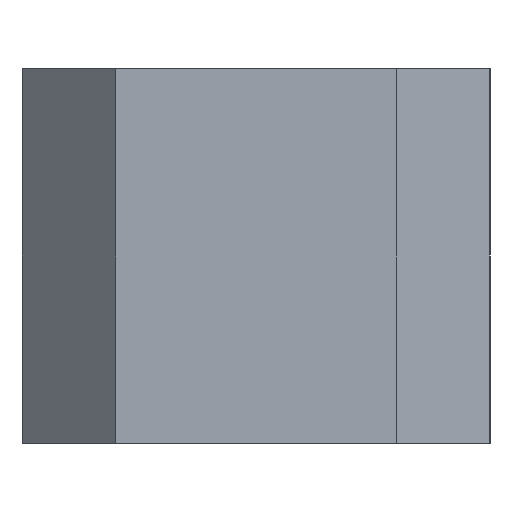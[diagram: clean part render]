
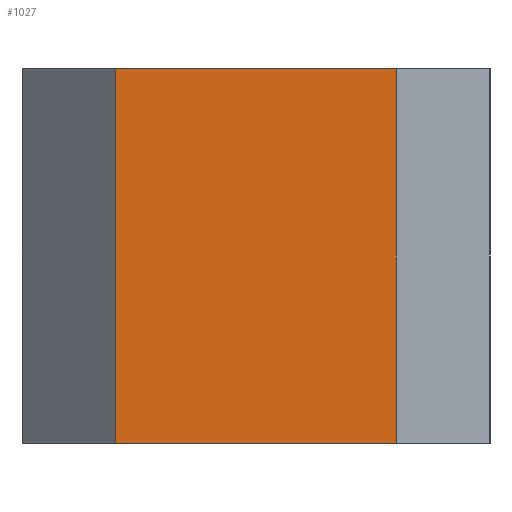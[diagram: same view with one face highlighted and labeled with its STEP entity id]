
A CAD part, left-side view. The second image highlights one B-rep face of the part: STEP entity #1027.
In plain terms, the highlighted planar face has unit normal (-1, 0, 0).
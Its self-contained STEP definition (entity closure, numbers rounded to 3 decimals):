
#15 = CARTESIAN_POINT ( 'NONE',  ( -27.5, -7.5, 10. ) ) ;
#64 = CARTESIAN_POINT ( 'NONE',  ( -27.5, 7.5, 10. ) ) ;
#68 = CARTESIAN_POINT ( 'NONE',  ( -27.5, -37.5, -10. ) ) ;
#83 = LINE ( 'NONE', #15, #594 ) ;
#127 = DIRECTION ( 'NONE',  ( 0., 0., -1. ) ) ;
#128 = EDGE_CURVE ( 'NONE', #576, #396, #817, .T. ) ;
#138 = CARTESIAN_POINT ( 'NONE',  ( -27.5, 7.5, -10. ) ) ;
#156 = VERTEX_POINT ( 'NONE', #429 ) ;
#202 = CARTESIAN_POINT ( 'NONE',  ( -27.5, 7.5, -10. ) ) ;
#235 = CARTESIAN_POINT ( 'NONE',  ( -27.5, -7.5, 10. ) ) ;
#359 = DIRECTION ( 'NONE',  ( 0., 0., 1. ) ) ;
#363 = EDGE_CURVE ( 'NONE', #156, #442, #458, .T. ) ;
#396 = VERTEX_POINT ( 'NONE', #64 ) ;
#412 = EDGE_CURVE ( 'NONE', #396, #442, #1120, .T. ) ;
#417 = EDGE_CURVE ( 'NONE', #156, #576, #83, .T. ) ;
#419 = CARTESIAN_POINT ( 'NONE',  ( -27.5, -37.5, 10. ) ) ;
#427 = VECTOR ( 'NONE', #1050, 1000. ) ;
#429 = CARTESIAN_POINT ( 'NONE',  ( -27.5, -7.5, -10. ) ) ;
#442 = VERTEX_POINT ( 'NONE', #202 ) ;
#458 = LINE ( 'NONE', #68, #427 ) ;
#493 = ORIENTED_EDGE ( 'NONE', *, *, #412, .T. ) ;
#494 = FACE_OUTER_BOUND ( 'NONE', #517, .T. ) ;
#499 = AXIS2_PLACEMENT_3D ( 'NONE', #790, #524, #512 ) ;
#512 = DIRECTION ( 'NONE',  ( 0., 0., 1. ) ) ;
#517 = EDGE_LOOP ( 'NONE', ( #988, #493, #955, #718 ) ) ;
#524 = DIRECTION ( 'NONE',  ( -1., 0., 0. ) ) ;
#576 = VERTEX_POINT ( 'NONE', #235 ) ;
#583 = PLANE ( 'NONE',  #499 ) ;
#594 = VECTOR ( 'NONE', #359, 1000. ) ;
#718 = ORIENTED_EDGE ( 'NONE', *, *, #417, .T. ) ;
#786 = VECTOR ( 'NONE', #979, 1000. ) ;
#790 = CARTESIAN_POINT ( 'NONE',  ( -27.5, -37.5, 10. ) ) ;
#817 = LINE ( 'NONE', #419, #786 ) ;
#955 = ORIENTED_EDGE ( 'NONE', *, *, #363, .F. ) ;
#979 = DIRECTION ( 'NONE',  ( 0., 1., 0. ) ) ;
#988 = ORIENTED_EDGE ( 'NONE', *, *, #128, .T. ) ;
#1027 = ADVANCED_FACE ( 'NONE', ( #494 ), #583, .T. ) ;
#1050 = DIRECTION ( 'NONE',  ( 0., 1., 0. ) ) ;
#1097 = VECTOR ( 'NONE', #127, 1000. ) ;
#1120 = LINE ( 'NONE', #138, #1097 ) ;
